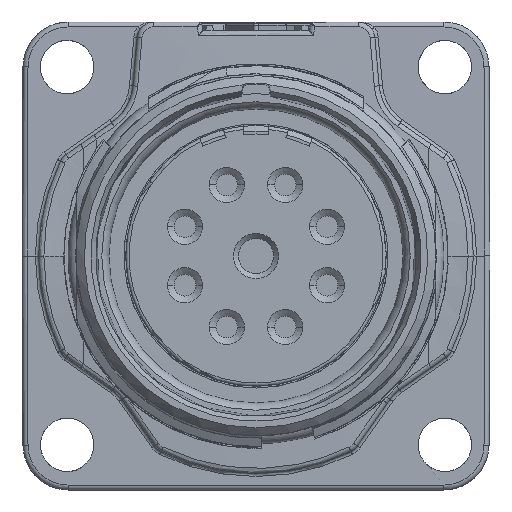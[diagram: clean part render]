
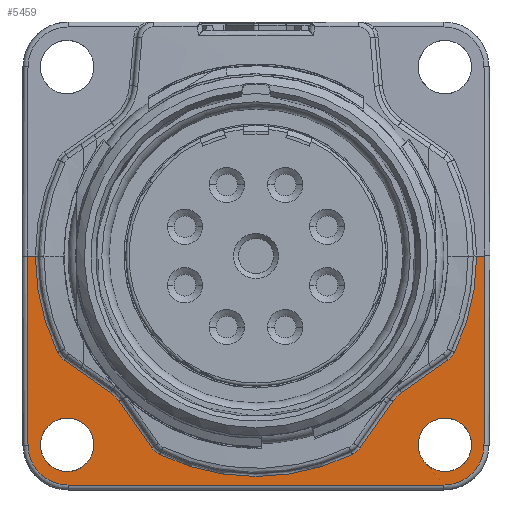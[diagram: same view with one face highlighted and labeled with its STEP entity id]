
A CAD part, front view. The second image highlights one B-rep face of the part: STEP entity #5459.
In plain terms, the highlighted planar face has unit normal (0, -1, -0.005).
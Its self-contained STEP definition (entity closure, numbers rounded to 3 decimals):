
#4208=ELLIPSE('',#16316,1.6,1.6);
#4209=ELLIPSE('',#16319,1.6,1.6);
#4855=FACE_BOUND('',#7039,.T.);
#4856=FACE_BOUND('',#7040,.T.);
#4857=FACE_BOUND('',#7041,.T.);
#4939=CIRCLE('',#16112,13.245);
#4941=CIRCLE('',#16115,1.204);
#4944=CIRCLE('',#16120,2.1);
#4946=CIRCLE('',#16124,1.204);
#4947=CIRCLE('',#16126,13.304);
#4949=CIRCLE('',#16129,1.204);
#4952=CIRCLE('',#16134,2.1);
#4954=CIRCLE('',#16138,1.204);
#4955=CIRCLE('',#16140,13.245);
#4968=CIRCLE('',#16164,2.4);
#4971=CIRCLE('',#16169,2.4);
#5459=ADVANCED_FACE('',(#4855,#4856,#4857),#5997,.T.);
#5997=PLANE('',#16464);
#7039=EDGE_LOOP('',(#9659));
#7040=EDGE_LOOP('',(#9660));
#7041=EDGE_LOOP('',(#9661,#9662,#9663,#9664,#9665,#9666,#9667,#9668,#9669,
#9670,#9671,#9672,#9673,#9674,#9675,#9676,#9677,#9678,#9679,#9680));
#9659=ORIENTED_EDGE('',*,*,#13621,.F.);
#9660=ORIENTED_EDGE('',*,*,#13623,.F.);
#9661=ORIENTED_EDGE('',*,*,#13294,.T.);
#9662=ORIENTED_EDGE('',*,*,#13291,.T.);
#9663=ORIENTED_EDGE('',*,*,#13655,.T.);
#9664=ORIENTED_EDGE('',*,*,#13358,.T.);
#9665=ORIENTED_EDGE('',*,*,#13361,.T.);
#9666=ORIENTED_EDGE('',*,*,#13364,.T.);
#9667=ORIENTED_EDGE('',*,*,#13367,.T.);
#9668=ORIENTED_EDGE('',*,*,#13370,.T.);
#9669=ORIENTED_EDGE('',*,*,#13848,.T.);
#9670=ORIENTED_EDGE('',*,*,#13327,.T.);
#9671=ORIENTED_EDGE('',*,*,#13324,.T.);
#9672=ORIENTED_EDGE('',*,*,#13321,.T.);
#9673=ORIENTED_EDGE('',*,*,#13318,.T.);
#9674=ORIENTED_EDGE('',*,*,#13315,.T.);
#9675=ORIENTED_EDGE('',*,*,#13312,.T.);
#9676=ORIENTED_EDGE('',*,*,#13309,.T.);
#9677=ORIENTED_EDGE('',*,*,#13306,.T.);
#9678=ORIENTED_EDGE('',*,*,#13303,.T.);
#9679=ORIENTED_EDGE('',*,*,#13300,.T.);
#9680=ORIENTED_EDGE('',*,*,#13297,.T.);
#12119=VERTEX_POINT('',#20064);
#12121=VERTEX_POINT('',#20076);
#12123=VERTEX_POINT('',#20085);
#12125=VERTEX_POINT('',#20094);
#12127=VERTEX_POINT('',#20100);
#12129=VERTEX_POINT('',#20109);
#12131=VERTEX_POINT('',#20118);
#12133=VERTEX_POINT('',#20130);
#12135=VERTEX_POINT('',#20139);
#12137=VERTEX_POINT('',#20148);
#12139=VERTEX_POINT('',#20154);
#12141=VERTEX_POINT('',#20163);
#12143=VERTEX_POINT('',#20172);
#12145=VERTEX_POINT('',#20184);
#12165=VERTEX_POINT('',#20298);
#12167=VERTEX_POINT('',#20304);
#12169=VERTEX_POINT('',#20310);
#12171=VERTEX_POINT('',#20321);
#12173=VERTEX_POINT('',#20327);
#12175=VERTEX_POINT('',#20338);
#12323=VERTEX_POINT('',#21395);
#12325=VERTEX_POINT('',#21400);
#13291=EDGE_CURVE('',#12121,#12119,#4939,.T.);
#13294=EDGE_CURVE('',#12123,#12121,#4941,.T.);
#13297=EDGE_CURVE('',#12125,#12123,#15049,.T.);
#13300=EDGE_CURVE('',#12127,#12125,#4944,.T.);
#13303=EDGE_CURVE('',#12129,#12127,#15051,.T.);
#13306=EDGE_CURVE('',#12131,#12129,#4946,.T.);
#13309=EDGE_CURVE('',#12133,#12131,#4947,.T.);
#13312=EDGE_CURVE('',#12135,#12133,#4949,.T.);
#13315=EDGE_CURVE('',#12137,#12135,#15053,.T.);
#13318=EDGE_CURVE('',#12139,#12137,#4952,.T.);
#13321=EDGE_CURVE('',#12141,#12139,#15055,.T.);
#13324=EDGE_CURVE('',#12143,#12141,#4954,.T.);
#13327=EDGE_CURVE('',#12145,#12143,#4955,.T.);
#13358=EDGE_CURVE('',#12165,#12167,#15064,.T.);
#13361=EDGE_CURVE('',#12167,#12169,#4968,.T.);
#13364=EDGE_CURVE('',#12169,#12171,#15066,.T.);
#13367=EDGE_CURVE('',#12171,#12173,#4971,.T.);
#13370=EDGE_CURVE('',#12173,#12175,#15068,.T.);
#13621=EDGE_CURVE('',#12323,#12323,#4208,.T.);
#13623=EDGE_CURVE('',#12325,#12325,#4209,.T.);
#13655=EDGE_CURVE('',#12119,#12165,#15154,.T.);
#13848=EDGE_CURVE('',#12175,#12145,#15319,.T.);
#15049=LINE('',#20097,#15563);
#15051=LINE('',#20112,#15565);
#15053=LINE('',#20151,#15567);
#15055=LINE('',#20166,#15569);
#15064=LINE('',#20305,#15578);
#15066=LINE('',#20322,#15580);
#15068=LINE('',#20339,#15582);
#15154=LINE('',#21512,#15669);
#15319=LINE('',#21949,#15835);
#15563=VECTOR('',#17249,1.);
#15565=VECTOR('',#17261,1.);
#15567=VECTOR('',#17281,1.);
#15569=VECTOR('',#17293,1.);
#15578=VECTOR('',#17352,1.);
#15580=VECTOR('',#17364,1.);
#15582=VECTOR('',#17376,1.);
#15669=VECTOR('',#17803,1.);
#15835=VECTOR('',#18213,1.);
#16112=AXIS2_PLACEMENT_3D('',#20082,#17236,#17237);
#16115=AXIS2_PLACEMENT_3D('',#20091,#17242,#17243);
#16120=AXIS2_PLACEMENT_3D('',#20106,#17254,#17255);
#16124=AXIS2_PLACEMENT_3D('',#20124,#17264,#17265);
#16126=AXIS2_PLACEMENT_3D('',#20136,#17268,#17269);
#16129=AXIS2_PLACEMENT_3D('',#20145,#17274,#17275);
#16134=AXIS2_PLACEMENT_3D('',#20160,#17286,#17287);
#16138=AXIS2_PLACEMENT_3D('',#20178,#17296,#17297);
#16140=AXIS2_PLACEMENT_3D('',#20190,#17300,#17301);
#16164=AXIS2_PLACEMENT_3D('',#20311,#17358,#17359);
#16169=AXIS2_PLACEMENT_3D('',#20328,#17370,#17371);
#16316=AXIS2_PLACEMENT_3D('',#21394,#17740,#17741);
#16319=AXIS2_PLACEMENT_3D('',#21399,#17746,#17747);
#16464=AXIS2_PLACEMENT_3D('',#21951,#18216,#18217);
#17236=DIRECTION('',(0.,1.,0.005));
#17237=DIRECTION('',(0.,-0.005,1.));
#17242=DIRECTION('',(0.,1.,0.005));
#17243=DIRECTION('',(0.,-0.005,1.));
#17249=DIRECTION('',(-0.819,-0.003,0.574));
#17254=DIRECTION('',(0.,-1.,-0.005));
#17255=DIRECTION('',(0.,-0.005,1.));
#17261=DIRECTION('',(-0.574,-0.004,0.819));
#17264=DIRECTION('',(0.,1.,0.005));
#17265=DIRECTION('',(0.,-0.005,1.));
#17268=DIRECTION('',(0.,1.,0.005));
#17269=DIRECTION('',(0.,-0.005,1.));
#17274=DIRECTION('',(0.,1.,0.005));
#17275=DIRECTION('',(0.,-0.005,1.));
#17281=DIRECTION('',(-0.574,0.004,-0.819));
#17286=DIRECTION('',(0.,-1.,-0.005));
#17287=DIRECTION('',(0.,-0.005,1.));
#17293=DIRECTION('',(-0.819,0.003,-0.574));
#17296=DIRECTION('',(0.,1.,0.005));
#17297=DIRECTION('',(0.,-0.005,1.));
#17300=DIRECTION('',(0.,1.,0.005));
#17301=DIRECTION('',(0.,-0.005,1.));
#17352=DIRECTION('',(0.005,0.005,-1.));
#17358=DIRECTION('',(0.,-1.,-0.005));
#17359=DIRECTION('',(0.,-0.005,1.));
#17364=DIRECTION('',(1.,0.,0.));
#17370=DIRECTION('',(0.,-1.,-0.005));
#17371=DIRECTION('',(0.,-0.005,1.));
#17376=DIRECTION('',(0.005,-0.005,1.));
#17740=DIRECTION('',(0.,-1.,-0.005));
#17741=DIRECTION('',(0.,-0.005,1.));
#17746=DIRECTION('',(0.,-1.,-0.005));
#17747=DIRECTION('',(0.,-0.005,1.));
#17803=DIRECTION('',(-1.,0.,0.));
#18213=DIRECTION('',(-1.,0.,0.));
#18216=DIRECTION('',(0.,-1.,-0.005));
#18217=DIRECTION('',(0.,0.005,-1.));
#20064=CARTESIAN_POINT('',(-13.2,8.4,0.));
#20076=CARTESIAN_POINT('',(-11.871,8.43,-5.77));
#20082=CARTESIAN_POINT('',(0.045,8.4,0.011));
#20085=CARTESIAN_POINT('',(-11.481,8.433,-6.229));
#20091=CARTESIAN_POINT('',(-10.789,8.427,-5.243));
#20094=CARTESIAN_POINT('',(-8.695,8.443,-8.179));
#20097=CARTESIAN_POINT('',(-6.704,8.45,-9.573));
#20100=CARTESIAN_POINT('',(-8.18,8.446,-8.694));
#20106=CARTESIAN_POINT('',(-9.9,8.452,-9.899));
#20109=CARTESIAN_POINT('',(-6.23,8.46,-11.479));
#20112=CARTESIAN_POINT('',(-9.574,8.435,-6.704));
#20118=CARTESIAN_POINT('',(-5.771,8.462,-11.87));
#20124=CARTESIAN_POINT('',(-5.242,8.457,-10.791));
#20130=CARTESIAN_POINT('',(5.771,8.462,-11.87));
#20136=CARTESIAN_POINT('',(0.,8.399,0.115));
#20139=CARTESIAN_POINT('',(6.23,8.46,-11.479));
#20145=CARTESIAN_POINT('',(5.242,8.457,-10.791));
#20148=CARTESIAN_POINT('',(8.18,8.446,-8.694));
#20151=CARTESIAN_POINT('',(9.574,8.435,-6.704));
#20154=CARTESIAN_POINT('',(8.695,8.443,-8.179));
#20160=CARTESIAN_POINT('',(9.9,8.452,-9.899));
#20163=CARTESIAN_POINT('',(11.481,8.433,-6.229));
#20166=CARTESIAN_POINT('',(6.704,8.45,-9.573));
#20172=CARTESIAN_POINT('',(11.871,8.43,-5.77));
#20178=CARTESIAN_POINT('',(10.789,8.427,-5.243));
#20184=CARTESIAN_POINT('',(13.2,8.4,0.));
#20190=CARTESIAN_POINT('',(-0.045,8.4,0.011));
#20298=CARTESIAN_POINT('',(-13.7,8.4,0.));
#20304=CARTESIAN_POINT('',(-13.641,8.459,-11.314));
#20305=CARTESIAN_POINT('',(-13.641,8.459,-11.313));
#20310=CARTESIAN_POINT('',(-11.241,8.472,-13.702));
#20311=CARTESIAN_POINT('',(-11.241,8.459,-11.302));
#20321=CARTESIAN_POINT('',(11.241,8.472,-13.702));
#20322=CARTESIAN_POINT('',(11.241,8.472,-13.702));
#20327=CARTESIAN_POINT('',(13.641,8.459,-11.314));
#20328=CARTESIAN_POINT('',(11.241,8.459,-11.302));
#20338=CARTESIAN_POINT('',(13.7,8.4,0.));
#20339=CARTESIAN_POINT('',(13.7,8.4,0.002));
#21394=CARTESIAN_POINT('',(-11.3,8.459,-11.3));
#21395=CARTESIAN_POINT('',(-11.3,8.451,-9.7));
#21399=CARTESIAN_POINT('',(11.3,8.459,-11.3));
#21400=CARTESIAN_POINT('',(11.3,8.451,-9.7));
#21512=CARTESIAN_POINT('',(0.,8.4,0.));
#21949=CARTESIAN_POINT('',(0.,8.4,0.));
#21951=CARTESIAN_POINT('',(0.,8.4,0.));
